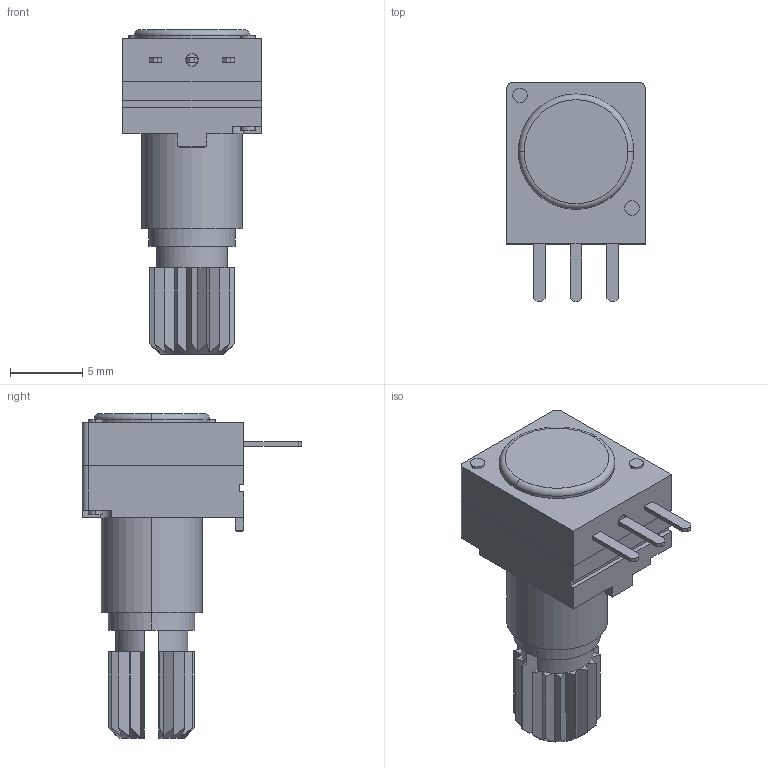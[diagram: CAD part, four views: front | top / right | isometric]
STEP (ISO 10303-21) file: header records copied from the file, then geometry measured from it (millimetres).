
FILE_DESCRIPTION (( 'STEP AP214' ), '1' );
FILE_NAME ('User Library-9mm Rotary Horr Pot.STEP', '2018-10-31T10:07:57', ( '' ), ( '' ), 'SwSTEP 2.0', 'SolidWorks 2018', '' );
FILE_SCHEMA (( 'AUTOMOTIVE_DESIGN' ));
Length unit declared in the file: millimetre
Products named in the file (1): User Library-9mm Rotary Horr Pot
Bounding box: 9.6 x 15.2 x 22.5 mm (x, y, z)
Volume: 1155.8 mm3; surface area: 1315 mm2
Topology: 6 solids, 6 shells, 159 faces, 382 edges, 242 vertices
Faces by surface type: plane 135, cylinder 20, torus 2, cone 2
Entity records: 4757 total; most frequent: CARTESIAN_POINT 904, ORIENTED_EDGE 764, DIRECTION 740, EDGE_CURVE 382, LINE 264, VECTOR 264, VERTEX_POINT 242, AXIS2_PLACEMENT_3D 238
